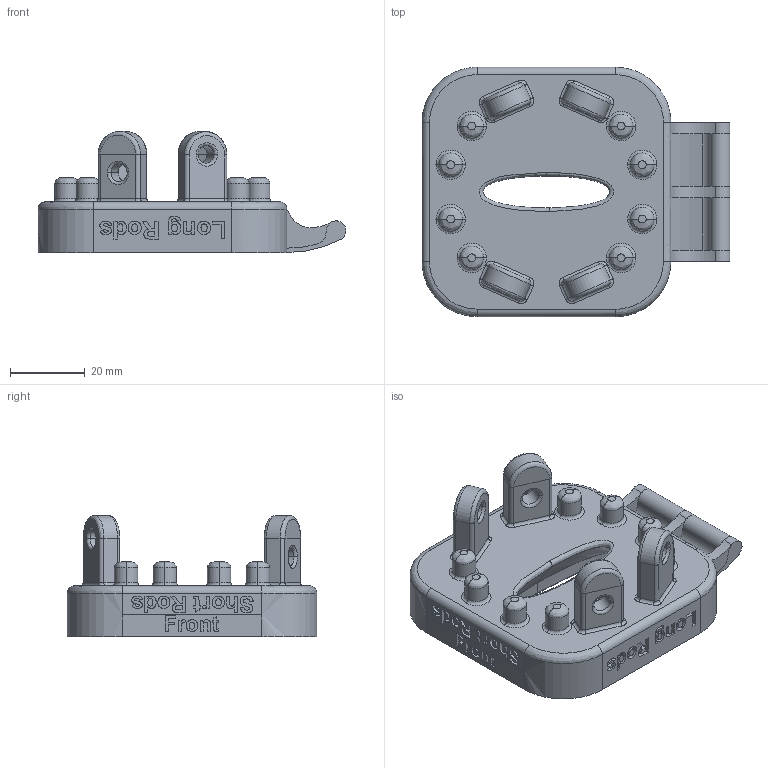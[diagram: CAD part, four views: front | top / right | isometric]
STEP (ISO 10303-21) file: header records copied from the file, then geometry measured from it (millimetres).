
FILE_DESCRIPTION(/* description */ (''),/* implementation_level */ '2;1');
FILE_NAME(/* name */ 'ROBBRA~1',/* time_stamp */ '2017-02-06T11:57:23-08:00',/* author */ (''),/* organization */ (''),/* preprocessor_version */ 'ST-DEVELOPER v15',/* originating_system */ '',/* authorisation */ '');
FILE_SCHEMA (('AUTOMOTIVE_DESIGN'));
Length unit declared in the file: millimetre
Products named in the file (1): Document
Bounding box: 82.41 x 66.76 x 32.4 mm (x, y, z)
Volume: 31599.6 mm3; surface area: 22360.8 mm2
Topology: 1 solids, 1 shells, 519 faces, 1232 edges, 761 vertices
Faces by surface type: bspline 380, plane 139
Entity records: 22267 total; most frequent: CARTESIAN_POINT 14697, ORIENTED_EDGE 2444, EDGE_CURVE 1222, B_SPLINE_CURVE_WITH_KNOTS 816, VERTEX_POINT 761, EDGE_LOOP 585, ADVANCED_FACE 519, FACE_OUTER_BOUND 519
